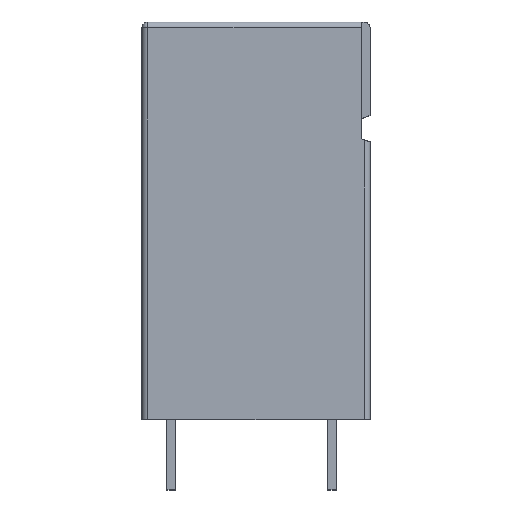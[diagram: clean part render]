
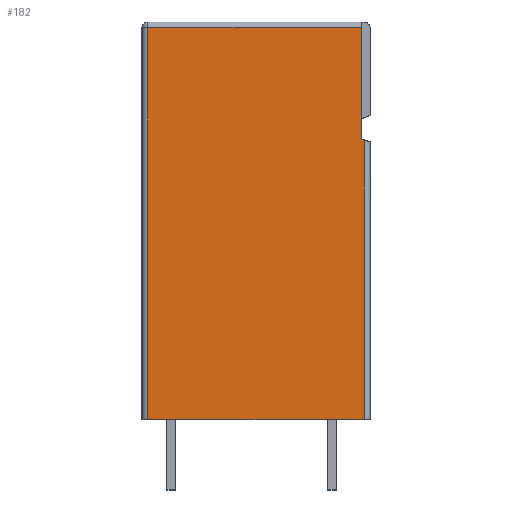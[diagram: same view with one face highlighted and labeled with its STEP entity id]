
A CAD part, top view. The second image highlights one B-rep face of the part: STEP entity #182.
In plain terms, the highlighted planar face has unit normal (0, 0, 1).
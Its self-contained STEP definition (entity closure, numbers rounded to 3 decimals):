
#182 = ADVANCED_FACE( '', ( #477 ), #478, .T. );
#477 = FACE_OUTER_BOUND( '', #849, .T. );
#478 = PLANE( '', #850 );
#849 = EDGE_LOOP( '', ( #1873, #1874, #1875, #1876, #1877, #1878 ) );
#850 = AXIS2_PLACEMENT_3D( '', #1879, #1880, #1881 );
#1873 = ORIENTED_EDGE( '', *, *, #2721, .F. );
#1874 = ORIENTED_EDGE( '', *, *, #2812, .T. );
#1875 = ORIENTED_EDGE( '', *, *, #2813, .T. );
#1876 = ORIENTED_EDGE( '', *, *, #2814, .T. );
#1877 = ORIENTED_EDGE( '', *, *, #2815, .T. );
#1878 = ORIENTED_EDGE( '', *, *, #2816, .F. );
#1879 = CARTESIAN_POINT( '', ( -6.3, 13.4, 7.7 ) );
#1880 = DIRECTION( '', ( 0., 0., 1. ) );
#1881 = DIRECTION( '', ( 1., 0., 0. ) );
#2721 = EDGE_CURVE( '', #3370, #3372, #3373, .T. );
#2812 = EDGE_CURVE( '', #3370, #3517, #3518, .T. );
#2813 = EDGE_CURVE( '', #3517, #3519, #3520, .T. );
#2814 = EDGE_CURVE( '', #3519, #3521, #3522, .T. );
#2815 = EDGE_CURVE( '', #3521, #3523, #3524, .T. );
#2816 = EDGE_CURVE( '', #3372, #3523, #3525, .T. );
#3370 = VERTEX_POINT( '', #4331 );
#3372 = VERTEX_POINT( '', #4333 );
#3373 = LINE( '', #4334, #4335 );
#3517 = VERTEX_POINT( '', #4559 );
#3518 = LINE( '', #4560, #4561 );
#3519 = VERTEX_POINT( '', #4562 );
#3520 = LINE( '', #4563, #4564 );
#3521 = VERTEX_POINT( '', #4565 );
#3522 = LINE( '', #4566, #4567 );
#3523 = VERTEX_POINT( '', #4568 );
#3524 = LINE( '', #4569, #4570 );
#3525 = LINE( '', #4571, #4572 );
#4331 = CARTESIAN_POINT( '', ( 1., 13.4, 7.7 ) );
#4333 = CARTESIAN_POINT( '', ( 1., 9.6, 7.7 ) );
#4334 = CARTESIAN_POINT( '', ( 1., 10.3, 7.7 ) );
#4335 = VECTOR( '', #5189, 1000. );
#4559 = CARTESIAN_POINT( '', ( -6.3, 13.4, 7.7 ) );
#4560 = CARTESIAN_POINT( '', ( -6.3, 13.4, 7.7 ) );
#4561 = VECTOR( '', #5300, 1000. );
#4562 = CARTESIAN_POINT( '', ( -6.3, 0., 7.7 ) );
#4563 = CARTESIAN_POINT( '', ( -6.3, 0., 7.7 ) );
#4564 = VECTOR( '', #5301, 1000. );
#4565 = CARTESIAN_POINT( '', ( 1.1, 0., 7.7 ) );
#4566 = CARTESIAN_POINT( '', ( -6.5, 0., 7.7 ) );
#4567 = VECTOR( '', #5302, 1000. );
#4568 = CARTESIAN_POINT( '', ( 1.1, 9.567, 7.7 ) );
#4569 = CARTESIAN_POINT( '', ( 1.1, 13.4, 7.7 ) );
#4570 = VECTOR( '', #5303, 1000. );
#4571 = CARTESIAN_POINT( '', ( 1., 9.6, 7.7 ) );
#4572 = VECTOR( '', #5304, 1000. );
#5189 = DIRECTION( '', ( 0., -1., 0. ) );
#5300 = DIRECTION( '', ( -1., 0., 0. ) );
#5301 = DIRECTION( '', ( 0., -1., 0. ) );
#5302 = DIRECTION( '', ( 1., 0., 0. ) );
#5303 = DIRECTION( '', ( 0., 1., 0. ) );
#5304 = DIRECTION( '', ( 0.949, -0.316, 0. ) );
